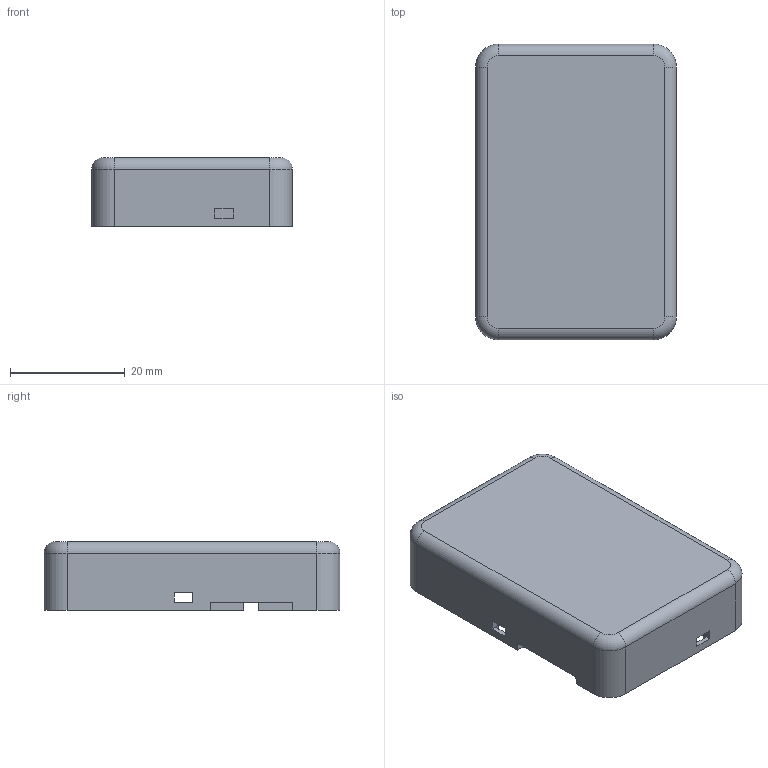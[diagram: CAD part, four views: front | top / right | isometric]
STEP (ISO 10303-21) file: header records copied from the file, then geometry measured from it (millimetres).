
FILE_DESCRIPTION(('FreeCAD Model'),'2;1');
FILE_NAME('Open CASCADE Shape Model','2023-03-21T18:40:59',(''),(''), 'Open CASCADE STEP processor 7.6','FreeCAD','Unknown');
FILE_SCHEMA(('AUTOMOTIVE_DESIGN { 1 0 10303 214 1 1 1 1 }'));
Length unit declared in the file: millimetre
Products named in the file (1): Lid
Bounding box: 35 x 51.5 x 12 mm (x, y, z)
Volume: 5367.8 mm3; surface area: 7105.8 mm2
Topology: 1 solids, 1 shells, 94 faces, 259 edges, 163 vertices
Faces by surface type: plane 76, cylinder 14, torus 4
Entity records: 2963 total; most frequent: ORIENTED_EDGE 518, CARTESIAN_POINT 517, DIRECTION 481, EDGE_CURVE 259, LINE 227, VECTOR 227, VERTEX_POINT 163, AXIS2_PLACEMENT_3D 127
